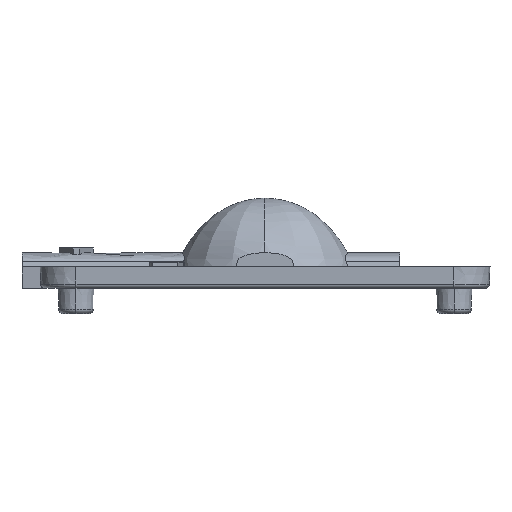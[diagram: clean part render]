
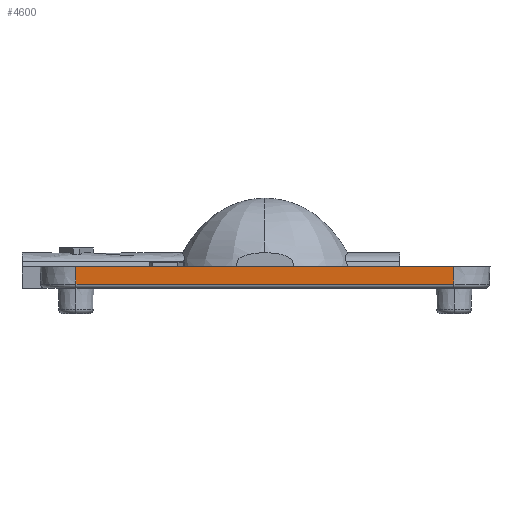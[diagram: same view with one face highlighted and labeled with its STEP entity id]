
A CAD part, front view. The second image highlights one B-rep face of the part: STEP entity #4600.
In plain terms, the highlighted planar face has unit normal (0, -0.999, -0.035).
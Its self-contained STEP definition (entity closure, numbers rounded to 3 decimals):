
#158 = VECTOR ( 'NONE', #6215, 1000. ) ;
#270 = EDGE_CURVE ( 'NONE', #2364, #5621, #801, .T. ) ;
#373 = DIRECTION ( 'NONE',  ( 0., 0.035, -0.999 ) ) ;
#415 = CARTESIAN_POINT ( 'NONE',  ( -10.5, -12.5, 1.2 ) ) ;
#801 = LINE ( 'NONE', #2639, #5172 ) ;
#821 = CARTESIAN_POINT ( 'NONE',  ( 10.5, -12.5, 1.2 ) ) ;
#954 = CARTESIAN_POINT ( 'NONE',  ( -10.5, -12.5, 1.2 ) ) ;
#1017 = ORIENTED_EDGE ( 'NONE', *, *, #270, .F. ) ;
#1125 = DIRECTION ( 'NONE',  ( 0., -0.999, -0.035 ) ) ;
#1318 = FACE_OUTER_BOUND ( 'NONE', #4283, .T. ) ;
#1681 = LINE ( 'NONE', #415, #4545 ) ;
#1684 = LINE ( 'NONE', #5069, #158 ) ;
#1783 = CARTESIAN_POINT ( 'NONE',  ( -10.5, -12.467, 0.241 ) ) ;
#2126 = EDGE_CURVE ( 'NONE', #3197, #2364, #7076, .T. ) ;
#2364 = VERTEX_POINT ( 'NONE', #821 ) ;
#2639 = CARTESIAN_POINT ( 'NONE',  ( 10.5, -12.5, 1.2 ) ) ;
#2690 = ORIENTED_EDGE ( 'NONE', *, *, #5541, .T. ) ;
#2797 = ORIENTED_EDGE ( 'NONE', *, *, #2126, .F. ) ;
#3197 = VERTEX_POINT ( 'NONE', #3537 ) ;
#3281 = DIRECTION ( 'NONE',  ( 0., 0.035, -0.999 ) ) ;
#3537 = CARTESIAN_POINT ( 'NONE',  ( -10.5, -12.5, 1.2 ) ) ;
#4031 = VECTOR ( 'NONE', #4944, 1000. ) ;
#4283 = EDGE_LOOP ( 'NONE', ( #4762, #2690, #1017, #2797 ) ) ;
#4525 = EDGE_CURVE ( 'NONE', #3197, #5982, #1681, .T. ) ;
#4532 = PLANE ( 'NONE',  #6647 ) ;
#4545 = VECTOR ( 'NONE', #3281, 1000. ) ;
#4574 = CARTESIAN_POINT ( 'NONE',  ( 10.5, -12.467, 0.241 ) ) ;
#4600 = ADVANCED_FACE ( 'NONE', ( #1318 ), #4532, .T. ) ;
#4762 = ORIENTED_EDGE ( 'NONE', *, *, #4525, .T. ) ;
#4944 = DIRECTION ( 'NONE',  ( 1., 0., 0. ) ) ;
#5069 = CARTESIAN_POINT ( 'NONE',  ( -10.5, -12.467, 0.241 ) ) ;
#5114 = DIRECTION ( 'NONE',  ( 0., 0.035, -0.999 ) ) ;
#5172 = VECTOR ( 'NONE', #373, 1000. ) ;
#5541 = EDGE_CURVE ( 'NONE', #5982, #5621, #1684, .T. ) ;
#5621 = VERTEX_POINT ( 'NONE', #4574 ) ;
#5982 = VERTEX_POINT ( 'NONE', #1783 ) ;
#6215 = DIRECTION ( 'NONE',  ( 1., 0., 0. ) ) ;
#6647 = AXIS2_PLACEMENT_3D ( 'NONE', #6798, #1125, #5114 ) ;
#6798 = CARTESIAN_POINT ( 'NONE',  ( -10.5, -12.5, 1.2 ) ) ;
#7076 = LINE ( 'NONE', #954, #4031 ) ;
